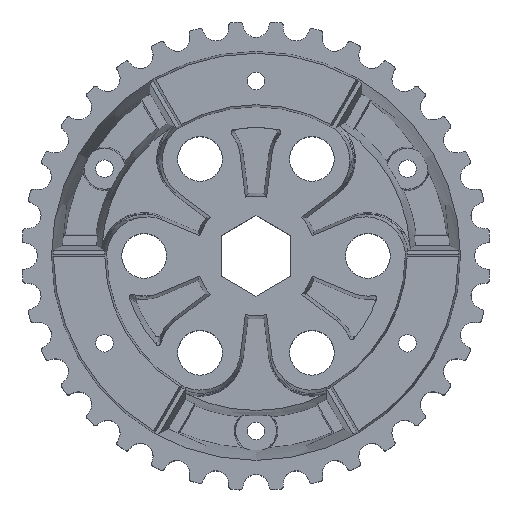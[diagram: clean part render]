
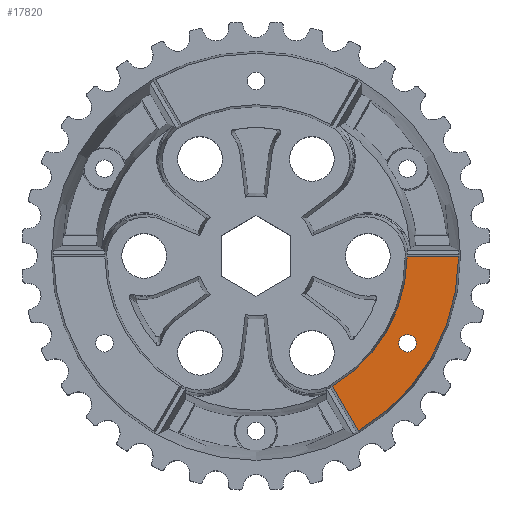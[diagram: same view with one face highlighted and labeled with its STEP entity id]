
A CAD part, top view. The second image highlights one B-rep face of the part: STEP entity #17820.
In plain terms, the highlighted planar face has unit normal (0, 0, 1).
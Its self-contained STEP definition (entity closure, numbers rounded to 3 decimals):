
#919 = ORIENTED_EDGE ( 'NONE', *, *, #12745, .F. ) ;
#1190 = VERTEX_POINT ( 'NONE', #2032 ) ;
#1482 = ORIENTED_EDGE ( 'NONE', *, *, #4319, .T. ) ;
#2032 = CARTESIAN_POINT ( 'NONE',  ( 8.7, -23.439, 11.7 ) ) ;
#2078 = DIRECTION ( 'NONE',  ( -1., 0., 0. ) ) ;
#2139 = VERTEX_POINT ( 'NONE', #11151 ) ;
#2652 = AXIS2_PLACEMENT_3D ( 'NONE', #6100, #6165, #7728 ) ;
#3026 = EDGE_CURVE ( 'NONE', #19107, #1190, #11013, .T. ) ;
#3286 = EDGE_CURVE ( 'NONE', #17825, #12309, #15639, .T. ) ;
#3452 = AXIS2_PLACEMENT_3D ( 'NONE', #19289, #5333, #2078 ) ;
#3786 = PLANE ( 'NONE',  #14240 ) ;
#4051 = VERTEX_POINT ( 'NONE', #11959 ) ;
#4257 = FACE_OUTER_BOUND ( 'NONE', #19990, .T. ) ;
#4319 = EDGE_CURVE ( 'NONE', #1190, #19107, #19766, .T. ) ;
#4536 = DIRECTION ( 'NONE',  ( 0., 0., -1. ) ) ;
#4904 = DIRECTION ( 'NONE',  ( -1., 0., 0. ) ) ;
#5333 = DIRECTION ( 'NONE',  ( 0., 0., -1. ) ) ;
#5354 = CARTESIAN_POINT ( 'NONE',  ( 1.177, -18.232, 11.7 ) ) ;
#5783 = AXIS2_PLACEMENT_3D ( 'NONE', #6084, #4536, #9201 ) ;
#6084 = CARTESIAN_POINT ( 'NONE',  ( 9.325, -23.439, 11.7 ) ) ;
#6100 = CARTESIAN_POINT ( 'NONE',  ( -1.5, -17.189, 11.7 ) ) ;
#6165 = DIRECTION ( 'NONE',  ( 0., 0., 1. ) ) ;
#6744 = CARTESIAN_POINT ( 'NONE',  ( 3.972, -26.504, 11.7 ) ) ;
#6809 = DIRECTION ( 'NONE',  ( 0.5, 0.866, 0. ) ) ;
#7035 = CARTESIAN_POINT ( 'NONE',  ( 9.95, -23.439, 11.7 ) ) ;
#7324 = DIRECTION ( 'NONE',  ( 0.5, -0.866, 0. ) ) ;
#7728 = DIRECTION ( 'NONE',  ( 1., 0., 0. ) ) ;
#8360 = AXIS2_PLACEMENT_3D ( 'NONE', #12606, #17380, #14044 ) ;
#8687 = LINE ( 'NONE', #12349, #15275 ) ;
#8893 = CARTESIAN_POINT ( 'NONE',  ( 6.388, -30.689, 11.7 ) ) ;
#9030 = CIRCLE ( 'NONE', #2652, 10.803 ) ;
#9168 = CIRCLE ( 'NONE', #8360, 14.482 ) ;
#9201 = DIRECTION ( 'NONE',  ( -1., 0., 0. ) ) ;
#9883 = DIRECTION ( 'NONE',  ( 0., 0., 1. ) ) ;
#9934 = ORIENTED_EDGE ( 'NONE', *, *, #3026, .T. ) ;
#10571 = FACE_BOUND ( 'NONE', #12402, .T. ) ;
#11013 = CIRCLE ( 'NONE', #5783, 0.625 ) ;
#11151 = CARTESIAN_POINT ( 'NONE',  ( 12.982, -17.27, 11.7 ) ) ;
#11509 = VECTOR ( 'NONE', #7324, 1000. ) ;
#11828 = ORIENTED_EDGE ( 'NONE', *, *, #17215, .F. ) ;
#11959 = CARTESIAN_POINT ( 'NONE',  ( 9.303, -17.27, 11.7 ) ) ;
#12309 = VERTEX_POINT ( 'NONE', #20119 ) ;
#12349 = CARTESIAN_POINT ( 'NONE',  ( 0., -17.27, 11.7 ) ) ;
#12402 = EDGE_LOOP ( 'NONE', ( #1482, #9934 ) ) ;
#12606 = CARTESIAN_POINT ( 'NONE',  ( -1.5, -17.189, 11.7 ) ) ;
#12745 = EDGE_CURVE ( 'NONE', #17825, #4051, #9030, .T. ) ;
#14044 = DIRECTION ( 'NONE',  ( 1., 0., 0. ) ) ;
#14240 = AXIS2_PLACEMENT_3D ( 'NONE', #5354, #9883, #6809 ) ;
#15132 = ORIENTED_EDGE ( 'NONE', *, *, #17190, .T. ) ;
#15275 = VECTOR ( 'NONE', #4904, 1000. ) ;
#15639 = LINE ( 'NONE', #8893, #11509 ) ;
#17190 = EDGE_CURVE ( 'NONE', #2139, #4051, #8687, .T. ) ;
#17215 = EDGE_CURVE ( 'NONE', #2139, #12309, #9168, .T. ) ;
#17380 = DIRECTION ( 'NONE',  ( 0., 0., -1. ) ) ;
#17820 = ADVANCED_FACE ( 'NONE', ( #10571, #4257 ), #3786, .T. ) ;
#17825 = VERTEX_POINT ( 'NONE', #6744 ) ;
#19107 = VERTEX_POINT ( 'NONE', #7035 ) ;
#19289 = CARTESIAN_POINT ( 'NONE',  ( 9.325, -23.439, 11.7 ) ) ;
#19766 = CIRCLE ( 'NONE', #3452, 0.625 ) ;
#19925 = ORIENTED_EDGE ( 'NONE', *, *, #3286, .T. ) ;
#19990 = EDGE_LOOP ( 'NONE', ( #11828, #15132, #919, #19925 ) ) ;
#20119 = CARTESIAN_POINT ( 'NONE',  ( 5.811, -29.69, 11.7 ) ) ;
